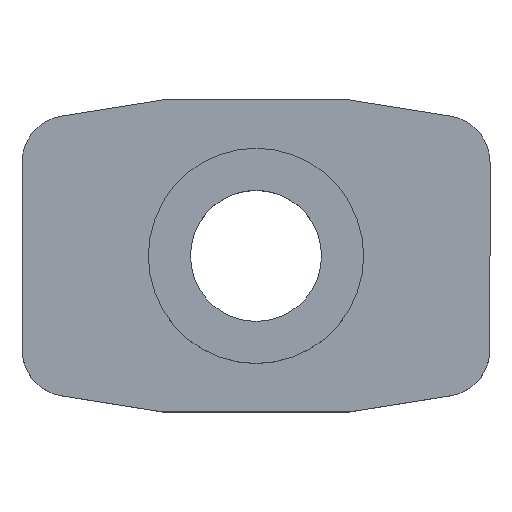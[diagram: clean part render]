
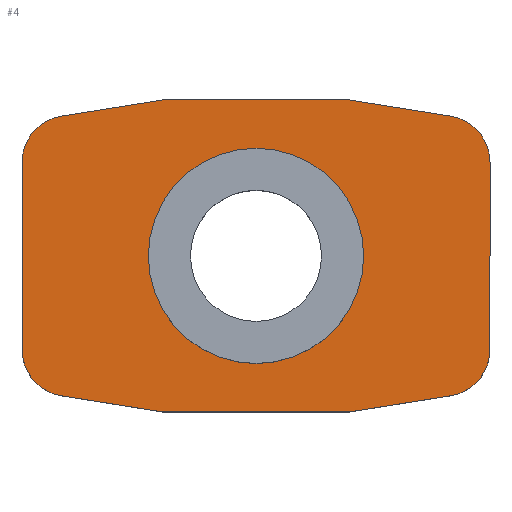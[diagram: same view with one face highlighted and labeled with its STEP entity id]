
A CAD part, top view. The second image highlights one B-rep face of the part: STEP entity #4.
In plain terms, the highlighted planar face has unit normal (0, 0, 1).
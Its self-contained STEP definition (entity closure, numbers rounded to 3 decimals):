
#4 = ADVANCED_FACE ( 'NONE', ( #120, #129 ), #591, .T. ) ;
#5 = VERTEX_POINT ( 'NONE', #558 ) ;
#13 = VECTOR ( 'NONE', #419, 1000. ) ;
#15 = LINE ( 'NONE', #568, #13 ) ;
#19 = VERTEX_POINT ( 'NONE', #210 ) ;
#26 = EDGE_CURVE ( 'NONE', #342, #352, #15, .T. ) ;
#40 = EDGE_LOOP ( 'NONE', ( #74, #103, #148, #333, #255, #426, #370, #442, #488, #267, #287, #65 ) ) ;
#49 = LINE ( 'NONE', #216, #76 ) ;
#65 = ORIENTED_EDGE ( 'NONE', *, *, #497, .T. ) ;
#74 = ORIENTED_EDGE ( 'NONE', *, *, #561, .T. ) ;
#76 = VECTOR ( 'NONE', #218, 1000. ) ;
#86 = VERTEX_POINT ( 'NONE', #220 ) ;
#89 = EDGE_CURVE ( 'NONE', #535, #342, #49, .T. ) ;
#92 = CARTESIAN_POINT ( 'NONE',  ( 3.45, 0., 1.6 ) ) ;
#103 = ORIENTED_EDGE ( 'NONE', *, *, #308, .T. ) ;
#111 = LINE ( 'NONE', #283, #661 ) ;
#120 = FACE_OUTER_BOUND ( 'NONE', #40, .T. ) ;
#129 = FACE_BOUND ( 'NONE', #132, .T. ) ;
#132 = EDGE_LOOP ( 'NONE', ( #417, #335 ) ) ;
#133 = CARTESIAN_POINT ( 'NONE',  ( -6.237, 4.481, 1.6 ) ) ;
#137 = CIRCLE ( 'NONE', #310, 1.5 ) ;
#139 = CIRCLE ( 'NONE', #464, 1.5 ) ;
#148 = ORIENTED_EDGE ( 'NONE', *, *, #563, .T. ) ;
#164 = DIRECTION ( 'NONE',  ( 1., 0., 0. ) ) ;
#165 = DIRECTION ( 'NONE',  ( 0., 0., 1. ) ) ;
#167 = CARTESIAN_POINT ( 'NONE',  ( 6., 3., 1.6 ) ) ;
#174 = CARTESIAN_POINT ( 'NONE',  ( -3., 5., 1.6 ) ) ;
#177 = DIRECTION ( 'NONE',  ( -1., 0., 0. ) ) ;
#181 = DIRECTION ( 'NONE',  ( 0., 0., 1. ) ) ;
#188 = CARTESIAN_POINT ( 'NONE',  ( -7.5, -3., 1.6 ) ) ;
#196 = CARTESIAN_POINT ( 'NONE',  ( -3., 5., 1.6 ) ) ;
#199 = DIRECTION ( 'NONE',  ( 1., 0., 0. ) ) ;
#210 = CARTESIAN_POINT ( 'NONE',  ( 7.5, -3., 1.6 ) ) ;
#211 = CARTESIAN_POINT ( 'NONE',  ( 0., 0., 1.6 ) ) ;
#216 = CARTESIAN_POINT ( 'NONE',  ( -6.237, -4.481, 1.6 ) ) ;
#217 = AXIS2_PLACEMENT_3D ( 'NONE', #211, #181, #199 ) ;
#218 = DIRECTION ( 'NONE',  ( 0.987, -0.158, 0. ) ) ;
#220 = CARTESIAN_POINT ( 'NONE',  ( -3.45, 0., 1.6 ) ) ;
#221 = EDGE_CURVE ( 'NONE', #257, #19, #139, .T. ) ;
#222 = CARTESIAN_POINT ( 'NONE',  ( -7.5, -3., 1.6 ) ) ;
#223 = EDGE_CURVE ( 'NONE', #595, #5, #137, .T. ) ;
#225 = DIRECTION ( 'NONE',  ( 0., -1., 0. ) ) ;
#233 = CARTESIAN_POINT ( 'NONE',  ( -6.237, -4.481, 1.6 ) ) ;
#242 = AXIS2_PLACEMENT_3D ( 'NONE', #332, #492, #493 ) ;
#248 = EDGE_CURVE ( 'NONE', #552, #595, #525, .T. ) ;
#249 = CIRCLE ( 'NONE', #242, 3.45 ) ;
#252 = DIRECTION ( 'NONE',  ( 0., 1., 0. ) ) ;
#255 = ORIENTED_EDGE ( 'NONE', *, *, #223, .T. ) ;
#256 = EDGE_CURVE ( 'NONE', #612, #86, #249, .T. ) ;
#257 = VERTEX_POINT ( 'NONE', #312 ) ;
#262 = AXIS2_PLACEMENT_3D ( 'NONE', #480, #265, #468 ) ;
#265 = DIRECTION ( 'NONE',  ( 0., 0., 1. ) ) ;
#267 = ORIENTED_EDGE ( 'NONE', *, *, #393, .T. ) ;
#283 = CARTESIAN_POINT ( 'NONE',  ( 6.237, -4.481, 1.6 ) ) ;
#287 = ORIENTED_EDGE ( 'NONE', *, *, #221, .T. ) ;
#307 = CARTESIAN_POINT ( 'NONE',  ( 3., -5., 1.6 ) ) ;
#308 = EDGE_CURVE ( 'NONE', #411, #356, #602, .T. ) ;
#310 = AXIS2_PLACEMENT_3D ( 'NONE', #503, #504, #457 ) ;
#312 = CARTESIAN_POINT ( 'NONE',  ( 6.237, -4.481, 1.6 ) ) ;
#332 = CARTESIAN_POINT ( 'NONE',  ( 0., 0., 1.6 ) ) ;
#333 = ORIENTED_EDGE ( 'NONE', *, *, #248, .T. ) ;
#335 = ORIENTED_EDGE ( 'NONE', *, *, #256, .F. ) ;
#338 = EDGE_CURVE ( 'NONE', #458, #535, #596, .T. ) ;
#342 = VERTEX_POINT ( 'NONE', #384 ) ;
#352 = VERTEX_POINT ( 'NONE', #307 ) ;
#356 = VERTEX_POINT ( 'NONE', #530 ) ;
#358 = CARTESIAN_POINT ( 'NONE',  ( 6.237, 4.481, 1.6 ) ) ;
#367 = DIRECTION ( 'NONE',  ( -0.987, 0.158, 0. ) ) ;
#370 = ORIENTED_EDGE ( 'NONE', *, *, #338, .T. ) ;
#372 = DIRECTION ( 'NONE',  ( 0., 0., 1. ) ) ;
#384 = CARTESIAN_POINT ( 'NONE',  ( -3., -5., 1.6 ) ) ;
#391 = CARTESIAN_POINT ( 'NONE',  ( 6., -3., 1.6 ) ) ;
#393 = EDGE_CURVE ( 'NONE', #352, #257, #111, .T. ) ;
#410 = CARTESIAN_POINT ( 'NONE',  ( 7.5, -3., 1.6 ) ) ;
#411 = VERTEX_POINT ( 'NONE', #358 ) ;
#415 = CARTESIAN_POINT ( 'NONE',  ( 6.237, 4.481, 1.6 ) ) ;
#417 = ORIENTED_EDGE ( 'NONE', *, *, #421, .F. ) ;
#419 = DIRECTION ( 'NONE',  ( 1., 0., 0. ) ) ;
#421 = EDGE_CURVE ( 'NONE', #86, #612, #663, .T. ) ;
#426 = ORIENTED_EDGE ( 'NONE', *, *, #531, .T. ) ;
#428 = CARTESIAN_POINT ( 'NONE',  ( -6.237, 4.481, 1.6 ) ) ;
#438 = VERTEX_POINT ( 'NONE', #538 ) ;
#439 = DIRECTION ( 'NONE',  ( -0.987, -0.158, 0. ) ) ;
#442 = ORIENTED_EDGE ( 'NONE', *, *, #89, .T. ) ;
#457 = DIRECTION ( 'NONE',  ( -1., 0., 0. ) ) ;
#458 = VERTEX_POINT ( 'NONE', #188 ) ;
#462 = DIRECTION ( 'NONE',  ( 0.987, 0.158, 0. ) ) ;
#464 = AXIS2_PLACEMENT_3D ( 'NONE', #391, #372, #519 ) ;
#468 = DIRECTION ( 'NONE',  ( 1., 0., 0. ) ) ;
#480 = CARTESIAN_POINT ( 'NONE',  ( -6., -3., 1.6 ) ) ;
#488 = ORIENTED_EDGE ( 'NONE', *, *, #26, .T. ) ;
#492 = DIRECTION ( 'NONE',  ( 0., 0., 1. ) ) ;
#493 = DIRECTION ( 'NONE',  ( 1., 0., 0. ) ) ;
#497 = EDGE_CURVE ( 'NONE', #19, #438, #592, .T. ) ;
#498 = AXIS2_PLACEMENT_3D ( 'NONE', #548, #536, #588 ) ;
#503 = CARTESIAN_POINT ( 'NONE',  ( -6., 3., 1.6 ) ) ;
#504 = DIRECTION ( 'NONE',  ( 0., 0., 1. ) ) ;
#519 = DIRECTION ( 'NONE',  ( -1., 0., 0. ) ) ;
#525 = LINE ( 'NONE', #428, #570 ) ;
#530 = CARTESIAN_POINT ( 'NONE',  ( 3., 5., 1.6 ) ) ;
#531 = EDGE_CURVE ( 'NONE', #5, #458, #647, .T. ) ;
#535 = VERTEX_POINT ( 'NONE', #233 ) ;
#536 = DIRECTION ( 'NONE',  ( 0., 0., 1. ) ) ;
#538 = CARTESIAN_POINT ( 'NONE',  ( 7.5, 3., 1.6 ) ) ;
#542 = CIRCLE ( 'NONE', #629, 1.5 ) ;
#545 = VECTOR ( 'NONE', #225, 1000. ) ;
#548 = CARTESIAN_POINT ( 'NONE',  ( 6., 3., 1.6 ) ) ;
#552 = VERTEX_POINT ( 'NONE', #196 ) ;
#558 = CARTESIAN_POINT ( 'NONE',  ( -7.5, 3., 1.6 ) ) ;
#561 = EDGE_CURVE ( 'NONE', #438, #411, #542, .T. ) ;
#563 = EDGE_CURVE ( 'NONE', #356, #552, #606, .T. ) ;
#568 = CARTESIAN_POINT ( 'NONE',  ( -3., -5., 1.6 ) ) ;
#570 = VECTOR ( 'NONE', #439, 1000. ) ;
#588 = DIRECTION ( 'NONE',  ( 1., 0., 0. ) ) ;
#591 = PLANE ( 'NONE',  #498 ) ;
#592 = LINE ( 'NONE', #410, #636 ) ;
#595 = VERTEX_POINT ( 'NONE', #133 ) ;
#596 = CIRCLE ( 'NONE', #262, 1.5 ) ;
#602 = LINE ( 'NONE', #415, #624 ) ;
#606 = LINE ( 'NONE', #174, #627 ) ;
#612 = VERTEX_POINT ( 'NONE', #92 ) ;
#624 = VECTOR ( 'NONE', #367, 1000. ) ;
#627 = VECTOR ( 'NONE', #177, 1000. ) ;
#629 = AXIS2_PLACEMENT_3D ( 'NONE', #167, #165, #164 ) ;
#636 = VECTOR ( 'NONE', #252, 1000. ) ;
#647 = LINE ( 'NONE', #222, #545 ) ;
#661 = VECTOR ( 'NONE', #462, 1000. ) ;
#663 = CIRCLE ( 'NONE', #217, 3.45 ) ;
